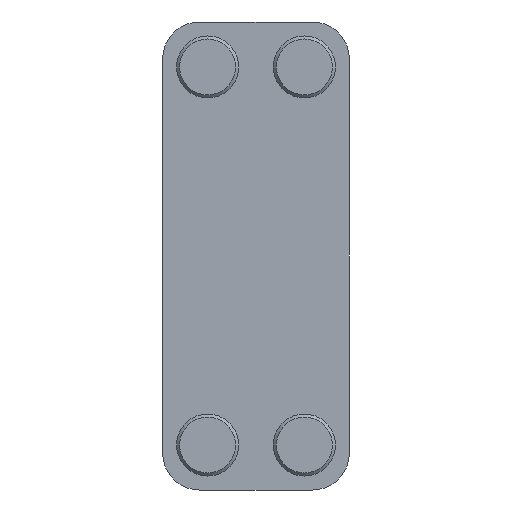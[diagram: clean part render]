
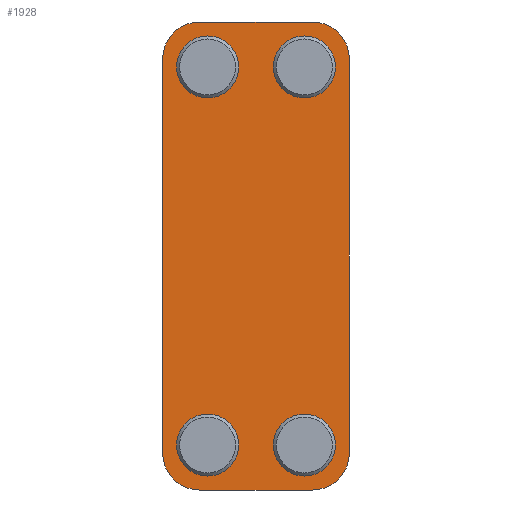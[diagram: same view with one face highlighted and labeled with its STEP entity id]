
A CAD part, front view. The second image highlights one B-rep face of the part: STEP entity #1928.
In plain terms, the highlighted planar face has unit normal (0, -1, 0).
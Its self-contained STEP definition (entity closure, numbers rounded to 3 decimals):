
#606=PLANE('',#2180);
#668=FACE_OUTER_BOUND('',#742,.T.);
#742=EDGE_LOOP('',(#1793,#1794,#1795,#1796,#1797,#1798,#1799,#1800));
#940=LINE('',#3922,#1152);
#943=LINE('',#3930,#1155);
#945=LINE('',#3937,#1157);
#948=LINE('',#3944,#1160);
#1152=VECTOR('',#2832,10.);
#1155=VECTOR('',#2841,10.);
#1157=VECTOR('',#2849,10.);
#1160=VECTOR('',#2858,10.);
#1349=CIRCLE('',#2169,16.);
#1350=CIRCLE('',#2172,16.);
#1351=CIRCLE('',#2175,16.);
#1352=CIRCLE('',#2178,16.);
#1429=VERTEX_POINT('',#3914);
#1430=VERTEX_POINT('',#3916);
#1431=VERTEX_POINT('',#3920);
#1432=VERTEX_POINT('',#3924);
#1433=VERTEX_POINT('',#3928);
#1434=VERTEX_POINT('',#3932);
#1435=VERTEX_POINT('',#3936);
#1436=VERTEX_POINT('',#3940);
#1546=EDGE_CURVE('',#1430,#1429,#1349,.T.);
#1549=EDGE_CURVE('',#1429,#1431,#940,.T.);
#1551=EDGE_CURVE('',#1431,#1432,#1350,.T.);
#1553=EDGE_CURVE('',#1432,#1433,#943,.T.);
#1555=EDGE_CURVE('',#1433,#1434,#1351,.T.);
#1556=EDGE_CURVE('',#1435,#1430,#945,.T.);
#1558=EDGE_CURVE('',#1436,#1435,#1352,.T.);
#1560=EDGE_CURVE('',#1434,#1436,#948,.T.);
#1793=ORIENTED_EDGE('',*,*,#1560,.T.);
#1794=ORIENTED_EDGE('',*,*,#1558,.T.);
#1795=ORIENTED_EDGE('',*,*,#1556,.T.);
#1796=ORIENTED_EDGE('',*,*,#1546,.T.);
#1797=ORIENTED_EDGE('',*,*,#1549,.T.);
#1798=ORIENTED_EDGE('',*,*,#1551,.T.);
#1799=ORIENTED_EDGE('',*,*,#1553,.T.);
#1800=ORIENTED_EDGE('',*,*,#1555,.T.);
#1928=ADVANCED_FACE('',(#668),#606,.T.);
#2169=AXIS2_PLACEMENT_3D('',#3917,#2826,#2827);
#2172=AXIS2_PLACEMENT_3D('',#3926,#2836,#2837);
#2175=AXIS2_PLACEMENT_3D('',#3934,#2845,#2846);
#2178=AXIS2_PLACEMENT_3D('',#3941,#2853,#2854);
#2180=AXIS2_PLACEMENT_3D('',#3945,#2859,#2860);
#2826=DIRECTION('center_axis',(0.,-1.,0.));
#2827=DIRECTION('ref_axis',(1.,0.,0.));
#2832=DIRECTION('',(-1.,0.,0.));
#2836=DIRECTION('center_axis',(0.,-1.,0.));
#2837=DIRECTION('ref_axis',(0.,0.,1.));
#2841=DIRECTION('',(0.,0.,-1.));
#2845=DIRECTION('center_axis',(0.,-1.,0.));
#2846=DIRECTION('ref_axis',(-1.,0.,0.));
#2849=DIRECTION('',(0.,0.,1.));
#2853=DIRECTION('center_axis',(0.,-1.,0.));
#2854=DIRECTION('ref_axis',(0.,0.,-1.));
#2858=DIRECTION('',(1.,0.,0.));
#2859=DIRECTION('center_axis',(0.,-1.,0.));
#2860=DIRECTION('ref_axis',(1.,0.,0.));
#3914=CARTESIAN_POINT('',(24.5,0.,203.));
#3916=CARTESIAN_POINT('',(40.5,0.,187.));
#3917=CARTESIAN_POINT('Origin',(24.5,0.,187.));
#3920=CARTESIAN_POINT('',(-24.5,0.,203.));
#3922=CARTESIAN_POINT('',(24.5,0.,203.));
#3924=CARTESIAN_POINT('',(-40.5,0.,187.));
#3926=CARTESIAN_POINT('Origin',(-24.5,0.,187.));
#3928=CARTESIAN_POINT('',(-40.5,0.,16.));
#3930=CARTESIAN_POINT('',(-40.5,0.,187.));
#3932=CARTESIAN_POINT('',(-24.5,0.,0.));
#3934=CARTESIAN_POINT('Origin',(-24.5,0.,16.));
#3936=CARTESIAN_POINT('',(40.5,0.,16.));
#3937=CARTESIAN_POINT('',(40.5,0.,16.));
#3940=CARTESIAN_POINT('',(24.5,0.,0.));
#3941=CARTESIAN_POINT('Origin',(24.5,0.,16.));
#3944=CARTESIAN_POINT('',(-24.5,0.,0.));
#3945=CARTESIAN_POINT('Origin',(0.,0.,
101.5));
